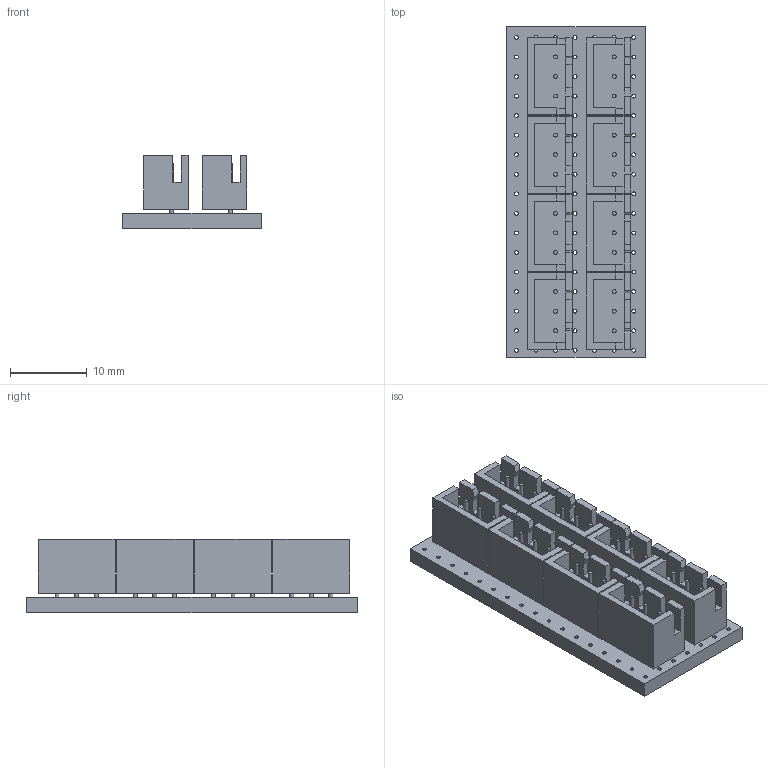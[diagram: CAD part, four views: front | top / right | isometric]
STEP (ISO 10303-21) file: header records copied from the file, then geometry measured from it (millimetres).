
FILE_DESCRIPTION(/* description */ (''),/* implementation_level */ '2;1');
FILE_NAME(/* name */ 'Leiterplatte v8.step',/* time_stamp */ '2020-10-20T11:47:35+02:00',/* author */ (''),/* organization */ (''),/* preprocessor_version */ 'ST-DEVELOPER v18.1',/* originating_system */ 'Autodesk Translation Framework v9.3.0.1241',/* authorisation */ '');
FILE_SCHEMA (('AUTOMOTIVE_DESIGN { 1 0 10303 214 3 1 1 }'));
Length unit declared in the file: millimetre
Products named in the file (2): Leiterplatte; JST 2.5 Connector Housing
Assembly tree (8 placements, depth 2):
  Leiterplatte
    JST 2.5 Connector Housing  x8
Bounding box: 18 x 43 x 9.5 mm (x, y, z)
Volume: 3101.1 mm3; surface area: 6222.6 mm2
Topology: 9 solids, 9 shells, 445 faces, 1137 edges, 758 vertices
Faces by surface type: plane 278, cylinder 167
Full cylindrical faces by diameter (mm): 0.5 x167
Entity records: 6055 total; most frequent: DIRECTION 1065, CARTESIAN_POINT 950, ORIENTED_EDGE 930, EDGE_CURVE 465, AXIS2_PLACEMENT_3D 425, EDGE_LOOP 409, VERTEX_POINT 310, CIRCLE 250
